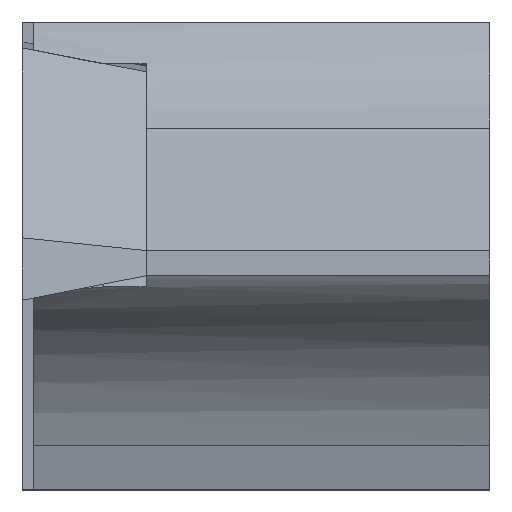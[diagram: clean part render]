
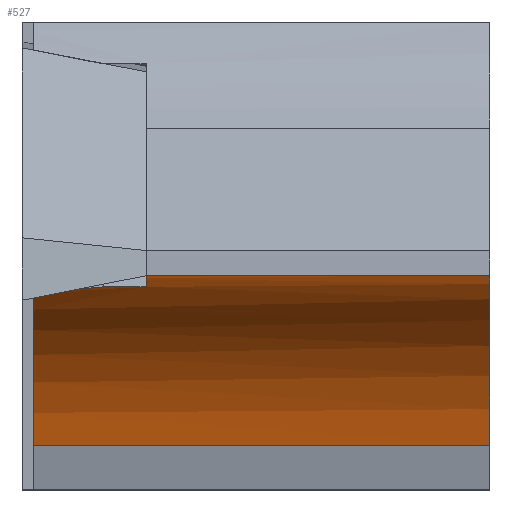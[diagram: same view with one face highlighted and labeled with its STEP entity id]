
A CAD part, left-side view. The second image highlights one B-rep face of the part: STEP entity #527.
In plain terms, the highlighted cylindrical face has radius 6 mm (diameter 12 mm), a partial arc.
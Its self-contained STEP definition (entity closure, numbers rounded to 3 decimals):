
#34 = ORIENTED_EDGE ( 'NONE', *, *, #2478, .F. ) ;
#107 = CIRCLE ( 'NONE', #1702, 6. ) ;
#152 = VERTEX_POINT ( 'NONE', #1885 ) ;
#161 = AXIS2_PLACEMENT_3D ( 'NONE', #2477, #2471, #2480 ) ;
#188 = ORIENTED_EDGE ( 'NONE', *, *, #1301, .T. ) ;
#263 = VERTEX_POINT ( 'NONE', #1478 ) ;
#317 = DIRECTION ( 'NONE',  ( 0., -1., 0. ) ) ;
#340 = ORIENTED_EDGE ( 'NONE', *, *, #1550, .F. ) ;
#353 = VECTOR ( 'NONE', #433, 1000. ) ;
#433 = DIRECTION ( 'NONE',  ( 0., -1., 0. ) ) ;
#437 = CARTESIAN_POINT ( 'NONE',  ( -93.662, 126.787, -18.403 ) ) ;
#462 = ORIENTED_EDGE ( 'NONE', *, *, #1804, .F. ) ;
#470 = CARTESIAN_POINT ( 'NONE',  ( -91.538, -2.099, -18.792 ) ) ;
#481 = CARTESIAN_POINT ( 'NONE',  ( -87.867, -12., -22.85 ) ) ;
#488 = EDGE_CURVE ( 'NONE', #2418, #597, #107, .T. ) ;
#527 = ADVANCED_FACE ( 'NONE', ( #1947 ), #864, .F. ) ;
#597 = VERTEX_POINT ( 'NONE', #2325 ) ;
#785 = EDGE_CURVE ( 'NONE', #152, #2418, #1097, .T. ) ;
#864 = CYLINDRICAL_SURFACE ( 'NONE', #161, 6. ) ;
#867 = ORIENTED_EDGE ( 'NONE', *, *, #1041, .T. ) ;
#878 = CARTESIAN_POINT ( 'NONE',  ( -91.538, -3.18, -18.792 ) ) ;
#1036 = VECTOR ( 'NONE', #1300, 1000. ) ;
#1041 = EDGE_CURVE ( 'NONE', #263, #152, #2161, .T. ) ;
#1070 = DIRECTION ( 'NONE',  ( 0., 0., 1. ) ) ;
#1076 = DIRECTION ( 'NONE',  ( 0., -1., 0. ) ) ;
#1077 = CARTESIAN_POINT ( 'NONE',  ( -93.662, -3.18, -24.403 ) ) ;
#1097 = LINE ( 'NONE', #1992, #2129 ) ;
#1173 = AXIS2_PLACEMENT_3D ( 'NONE', #1699, #1696, #1694 ) ;
#1186 = CIRCLE ( 'NONE', #1897, 6. ) ;
#1300 = DIRECTION ( 'NONE',  ( 0., -1., 0. ) ) ;
#1301 = EDGE_CURVE ( 'NONE', #2447, #263, #1329, .T. ) ;
#1314 = CARTESIAN_POINT ( 'NONE',  ( -91.538, 126.787, -18.792 ) ) ;
#1329 =( BOUNDED_CURVE ( )  B_SPLINE_CURVE ( 3, ( #1544, #1508, #1505, #1504 ),
 .UNSPECIFIED., .F., .T. ) 
 B_SPLINE_CURVE_WITH_KNOTS ( ( 4, 4 ),
 ( 0.99, 1.058 ),
 .UNSPECIFIED. ) 
 CURVE ( )  GEOMETRIC_REPRESENTATION_ITEM ( )  RATIONAL_B_SPLINE_CURVE ( ( 1., 1., 1., 1. ) ) 
 REPRESENTATION_ITEM ( '' )  );
#1331 = CARTESIAN_POINT ( 'NONE',  ( -93.662, -3.18, -18.403 ) ) ;
#1478 = CARTESIAN_POINT ( 'NONE',  ( -91.161, -0.3, -18.95 ) ) ;
#1504 = CARTESIAN_POINT ( 'NONE',  ( -91.161, -0.3, -18.95 ) ) ;
#1505 = CARTESIAN_POINT ( 'NONE',  ( -91.285, -0.912, -18.893 ) ) ;
#1508 = CARTESIAN_POINT ( 'NONE',  ( -91.411, -1.512, -18.84 ) ) ;
#1532 = VERTEX_POINT ( 'NONE', #1331 ) ;
#1544 = CARTESIAN_POINT ( 'NONE',  ( -91.538, -2.099, -18.792 ) ) ;
#1550 = EDGE_CURVE ( 'NONE', #2447, #2046, #2065, .T. ) ;
#1578 = ORIENTED_EDGE ( 'NONE', *, *, #488, .T. ) ;
#1694 = DIRECTION ( 'NONE',  ( 0., 0., -1. ) ) ;
#1696 = DIRECTION ( 'NONE',  ( 0., 1., 0. ) ) ;
#1699 = CARTESIAN_POINT ( 'NONE',  ( -93.662, -0.3, -24.403 ) ) ;
#1702 = AXIS2_PLACEMENT_3D ( 'NONE', #2534, #317, #2532 ) ;
#1799 = ORIENTED_EDGE ( 'NONE', *, *, #785, .T. ) ;
#1804 = EDGE_CURVE ( 'NONE', #2046, #1532, #1186, .T. ) ;
#1885 = CARTESIAN_POINT ( 'NONE',  ( -87.867, -0.3, -22.85 ) ) ;
#1897 = AXIS2_PLACEMENT_3D ( 'NONE', #1077, #1076, #1070 ) ;
#1947 = FACE_OUTER_BOUND ( 'NONE', #2166, .T. ) ;
#1992 = CARTESIAN_POINT ( 'NONE',  ( -87.867, 126.787, -22.85 ) ) ;
#2011 = DIRECTION ( 'NONE',  ( 0., -1., 0. ) ) ;
#2046 = VERTEX_POINT ( 'NONE', #878 ) ;
#2065 = LINE ( 'NONE', #1314, #1036 ) ;
#2129 = VECTOR ( 'NONE', #2011, 1000. ) ;
#2161 = CIRCLE ( 'NONE', #1173, 6. ) ;
#2166 = EDGE_LOOP ( 'NONE', ( #34, #462, #340, #188, #867, #1799, #1578 ) ) ;
#2325 = CARTESIAN_POINT ( 'NONE',  ( -93.662, -12., -18.403 ) ) ;
#2339 = LINE ( 'NONE', #437, #353 ) ;
#2418 = VERTEX_POINT ( 'NONE', #481 ) ;
#2447 = VERTEX_POINT ( 'NONE', #470 ) ;
#2471 = DIRECTION ( 'NONE',  ( 0., -1., 0. ) ) ;
#2477 = CARTESIAN_POINT ( 'NONE',  ( -93.662, 126.787, -24.403 ) ) ;
#2478 = EDGE_CURVE ( 'NONE', #1532, #597, #2339, .T. ) ;
#2480 = DIRECTION ( 'NONE',  ( 0., 0., 1. ) ) ;
#2532 = DIRECTION ( 'NONE',  ( 0., 0., -1. ) ) ;
#2534 = CARTESIAN_POINT ( 'NONE',  ( -93.662, -12., -24.403 ) ) ;
